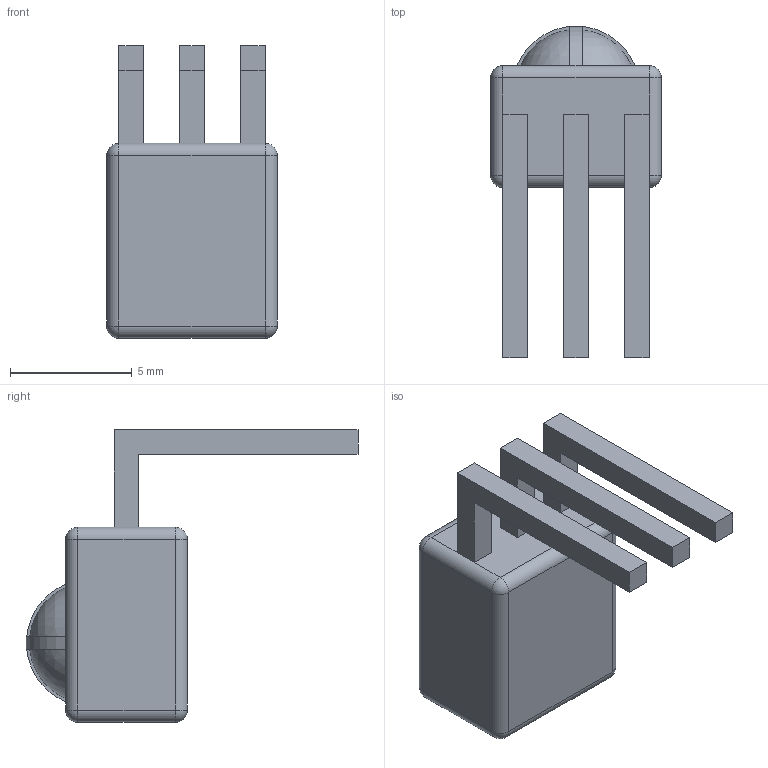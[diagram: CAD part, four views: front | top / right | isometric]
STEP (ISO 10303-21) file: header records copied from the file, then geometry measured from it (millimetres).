
FILE_DESCRIPTION (( 'STEP AP214' ), '1' );
FILE_NAME ('User Library-Parallax-IR.STEP', '2012-08-15T03:07:11', ( 'sysAdmin' ), ( 'SolidWorks' ), 'SwSTEP 2.0', 'SolidWorks 2012', '' );
FILE_SCHEMA (( 'AUTOMOTIVE_DESIGN' ));
Length unit declared in the file: millimetre
Products named in the file (1): User Library-Parallax-IR
Bounding box: 7 x 13.62 x 12 mm (x, y, z)
Volume: 329.7 mm3; surface area: 410.6 mm2
Topology: 1 solids, 1 shells, 60 faces, 148 edges, 84 vertices
Faces by surface type: plane 33, cylinder 15, sphere 12
Entity records: 2343 total; most frequent: DIRECTION 304, CARTESIAN_POINT 285, ORIENTED_EDGE 280, EDGE_CURVE 140, AXIS2_PLACEMENT_3D 103, VECTOR 98, LINE 98, VERTEX_POINT 84
